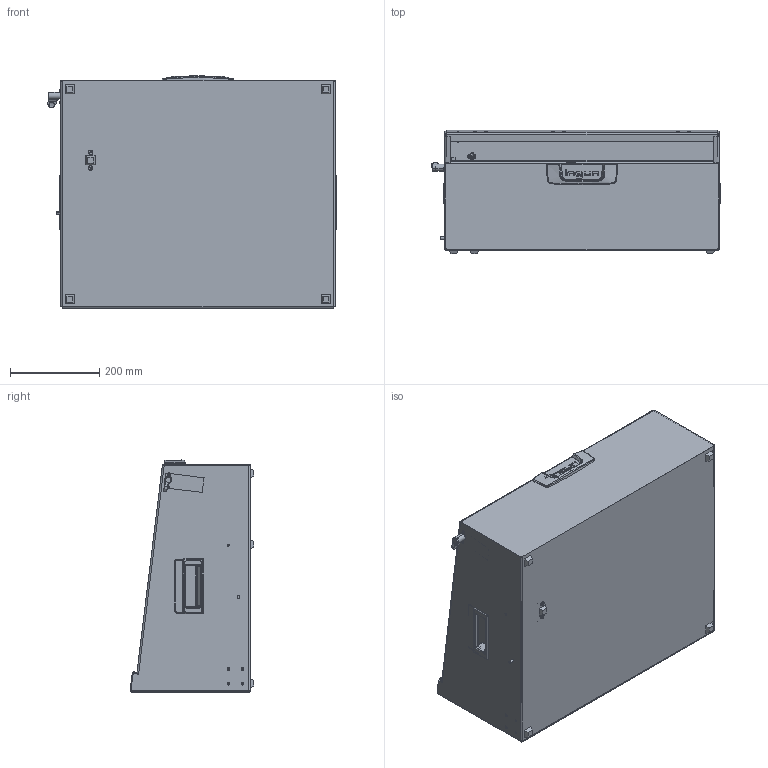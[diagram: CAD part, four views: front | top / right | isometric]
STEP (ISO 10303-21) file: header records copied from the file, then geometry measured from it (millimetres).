
FILE_DESCRIPTION (( 'STEP AP214' ), '1' );
FILE_NAME ('INGUN_114910.STEP', '2023-03-27T11:40:17', ( '' ), ( '' ), 'SwSTEP 2.0', 'SolidWorks 2021', '' );
FILE_SCHEMA (( 'AUTOMOTIVE_DESIGN' ));
Length unit declared in the file: millimetre
Products named in the file (30): 20901_01~0; 110705~2_S; DIN914~n_M04,0x05; 35334~0_S; 53032~0_S; 30758~0_S; 110443~0_S; ISO7380~n_M04,0x008; DIN7991~n_M05,0x016; 32171~0_S; 2720~0; DIN7991~n_M05,0x012; 38564~0; 32727~9; 30984~0_S; DIN985-A2~n_M05,0; DIN125~n_05,3 M05,0 Fase; 8804~0; 30112~0; ISO7380~n_M05,0x030; 30758_02~0_S; 29805~4_geschlossen<S>; 30758_01~0_S; 20901~0_ohne Schiebeteil<Standard>; 32462~0_S; 110231~1_S; 20902~0; INGUN_114910; 110322~4_S; 20901~0_Abstand 296<Standard>
Assembly tree (40 placements, depth 3):
  INGUN_114910
    32727~9
    30758~0_S  x2
      30758_01~0_S
      30758_02~0_S
      38564~0
    20902~0
    DIN985-A2~n_M05,0  x3
    DIN7991~n_M05,0x012  x2
    32462~0_S
    DIN7991~n_M05,0x016
    8804~0
    DIN125~n_05,3 M05,0 Fase  x2
    20901~0_Abstand 296<Standard>
      20901~0_ohne Schiebeteil<Standard>
      20901_01~0
    2720~0  x5
    53032~0_S
    32171~0_S
    29805~4_geschlossen<S>
      110322~4_S
      110705~2_S
      30984~0_S
      110231~1_S
      110443~0_S
      30112~0
      ISO7380~n_M05,0x030
      ISO7380~n_M04,0x008  x2
      DIN914~n_M04,0x05
    35334~0_S
Bounding box: 647.5 x 277.62 x 521.82 mm (x, y, z)
Volume: 1870867 mm3; surface area: 1848274.4 mm2
Topology: 43 solids, 43 shells, 1427 faces, 3542 edges, 2243 vertices
Faces by surface type: plane 593, cylinder 527, bspline 141, cone 114, sphere 32, torus 20
Entity records: 41899 total; most frequent: CARTESIAN_POINT 15219, ORIENTED_EDGE 5100, DIRECTION 4944, EDGE_CURVE 2550, AXIS2_PLACEMENT_3D 1802, VERTEX_POINT 1624, LINE 1340, VECTOR 1340
